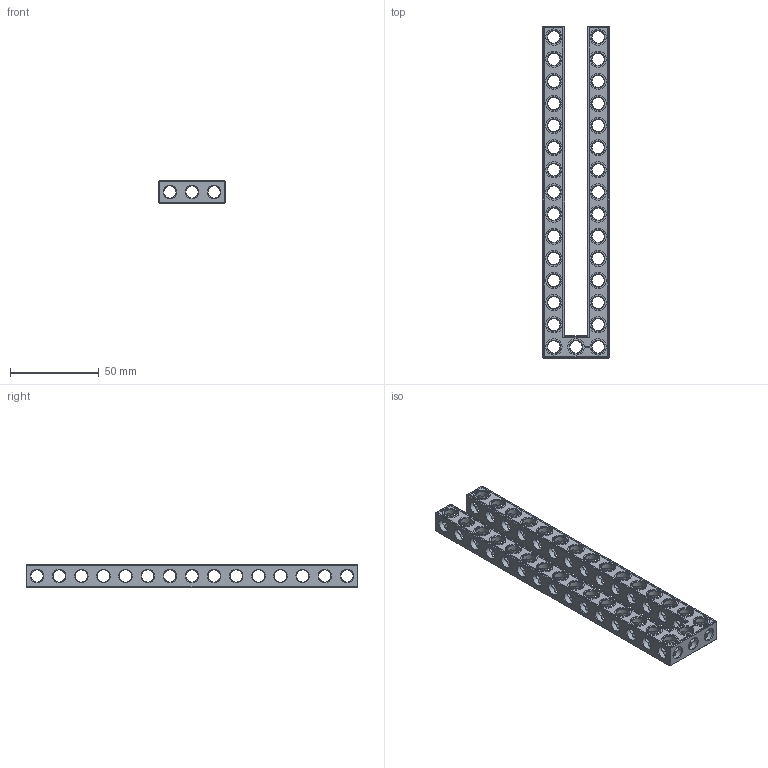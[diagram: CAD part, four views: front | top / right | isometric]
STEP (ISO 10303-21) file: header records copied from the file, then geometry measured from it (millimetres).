
FILE_DESCRIPTION(('FreeCAD Model'),'2;1');
FILE_NAME('Open CASCADE Shape Model','2022-02-22T23:26:19',( 'Paulo Kiefe'),('STEMFIE.org'),'Open CASCADE STEP processor 7.4', 'FreeCAD','Unknown');
FILE_SCHEMA(('AUTOMOTIVE_DESIGN { 1 0 10303 214 1 1 1 1 }'));
Products named in the file (1): Beam_AGD_ESS_USH_SYM_BU03x15x01_-_SPN-BEM-0314_(stemfie.org)
Bounding box: 37.5 x 187.5 x 12.5 mm (x, y, z)
Volume: 30301.8 mm3; surface area: 27086.7 mm2
Topology: 1 solids, 1 shells, 870 faces, 2605 edges, 1677 vertices
Faces by surface type: plane 419, cylinder 187, extrusion 138, cone 126
Full cylindrical faces by diameter (mm): 6.98 x32, 7 x124, 9.2 x31
Entity records: 201399 total; most frequent: CARTESIAN_POINT 152751, DIRECTION 7823, ORIENTED_EDGE 5210, PCURVE 5210, DEFINITIONAL_REPRESENTATION 5210, VECTOR 5142, LINE 5004, EDGE_CURVE 2605
